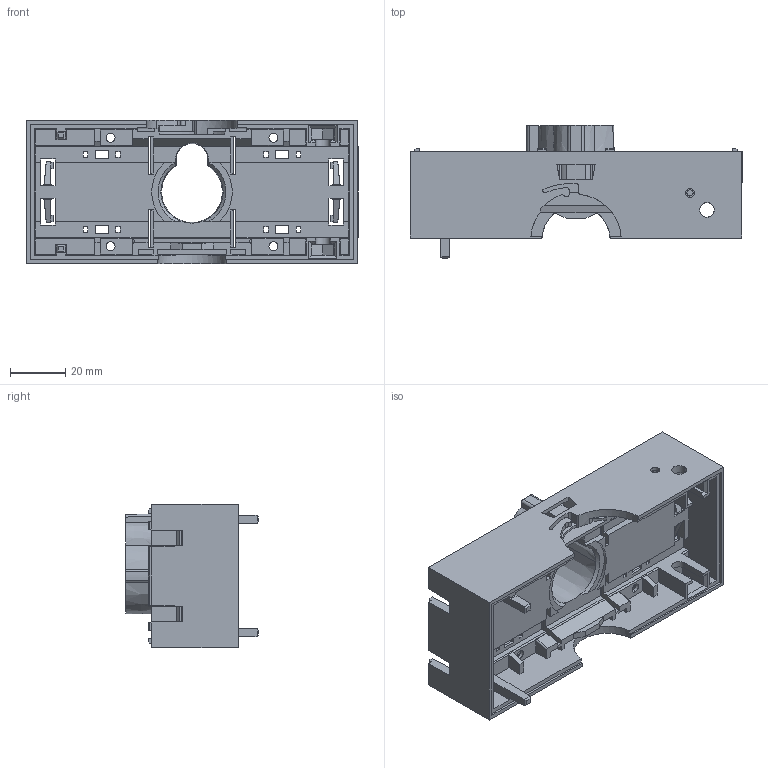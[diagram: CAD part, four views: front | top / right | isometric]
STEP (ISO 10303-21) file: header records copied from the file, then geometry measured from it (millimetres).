
FILE_DESCRIPTION (( 'STEP AP203' ), '1' );
FILE_NAME ('Mechanism_Top_400A_140714.STEP', '2015-01-07T12:32:00', ( '' ), ( '' ), 'SwSTEP 2.0', 'SolidWorks 2013', '' );
FILE_SCHEMA (( 'CONFIG_CONTROL_DESIGN' ));
Length unit declared in the file: millimetre
Products named in the file (1): Mechanism_Top_400A_140714
Bounding box: 120 x 48.05 x 52 mm (x, y, z)
Volume: 49932.9 mm3; surface area: 40132.9 mm2
Topology: 1 solids, 1 shells, 648 faces, 1888 edges, 1239 vertices
Faces by surface type: plane 529, cylinder 83, cone 25, bspline 11
Entity records: 21491 total; most frequent: CARTESIAN_POINT 4383, ORIENTED_EDGE 3776, DIRECTION 3211, EDGE_CURVE 1888, VECTOR 1579, LINE 1579, VERTEX_POINT 1239, AXIS2_PLACEMENT_3D 816
